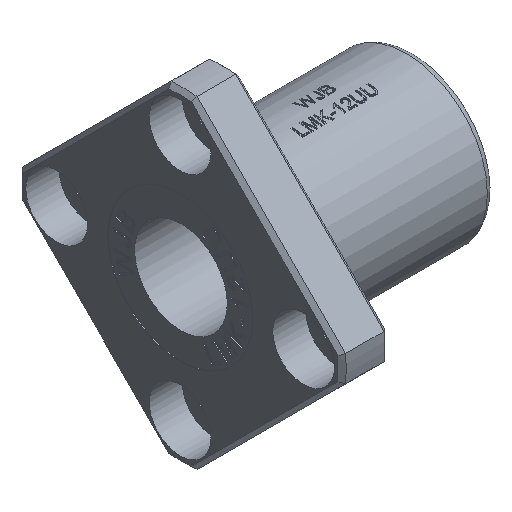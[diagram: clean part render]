
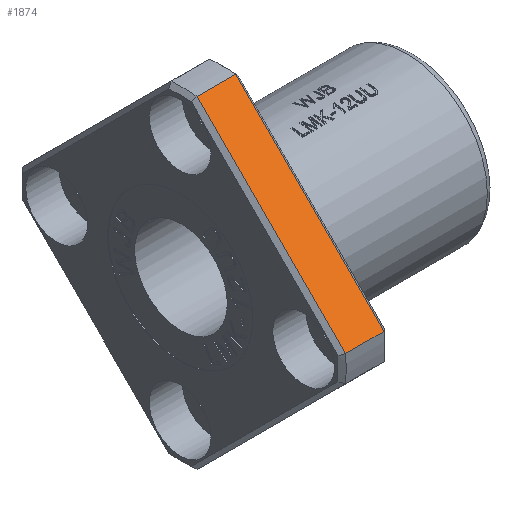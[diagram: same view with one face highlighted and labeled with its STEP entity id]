
A CAD part, isometric view. The second image highlights one B-rep face of the part: STEP entity #1874.
In plain terms, the highlighted planar face has unit normal (0, -0.707, 0.707).
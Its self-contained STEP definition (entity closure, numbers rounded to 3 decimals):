
#430=PLANE('',#6807);
#1874=ADVANCED_FACE('',(#2206),#430,.T.);
#2206=FACE_OUTER_BOUND('',#2626,.T.);
#2626=EDGE_LOOP('',(#4889,#4890,#4891,#4892));
#2638=B_SPLINE_CURVE_WITH_KNOTS('',3,(#8085,#8086,#8087,#8088),.UNSPECIFIED.,
 .F.,.F.,(4,4),(0.,1.),.UNSPECIFIED.);
#2761=B_SPLINE_CURVE_WITH_KNOTS('',3,(#9917,#9918,#9919,#9920),.UNSPECIFIED.,
 .F.,.F.,(4,4),(0.,1.),.UNSPECIFIED.);
#3091=B_SPLINE_CURVE_WITH_KNOTS('',3,(#13602,#13603,#13604,#13605),.UNSPECIFIED.,
 .F.,.F.,(4,4),(0.,1.),.UNSPECIFIED.);
#3092=B_SPLINE_CURVE_WITH_KNOTS('',3,(#13607,#13608,#13609,#13610),.UNSPECIFIED.,
 .F.,.F.,(4,4),(0.,1.),.UNSPECIFIED.);
#4889=ORIENTED_EDGE('',*,*,#6412,.F.);
#4890=ORIENTED_EDGE('',*,*,#5830,.T.);
#4891=ORIENTED_EDGE('',*,*,#6411,.T.);
#4892=ORIENTED_EDGE('',*,*,#5525,.F.);
#4897=VERTEX_POINT('',#8024);
#4910=VERTEX_POINT('',#8083);
#5196=VERTEX_POINT('',#9816);
#5206=VERTEX_POINT('',#9921);
#5525=EDGE_CURVE('',#4910,#4897,#2638,.T.);
#5830=EDGE_CURVE('',#5206,#5196,#2761,.T.);
#6411=EDGE_CURVE('',#5196,#4897,#3091,.T.);
#6412=EDGE_CURVE('',#5206,#4910,#3092,.T.);
#6807=AXIS2_PLACEMENT_3D('',#13611,#8018,#8019);
#8018=DIRECTION('',(0.,-0.707,0.707));
#8019=DIRECTION('',(1.,0.,0.));
#8024=CARTESIAN_POINT('',(0.5,-20.931,1.696));
#8083=CARTESIAN_POINT('',(5.5,-20.931,1.696));
#8085=CARTESIAN_POINT('',(5.5,-20.931,1.696));
#8086=CARTESIAN_POINT('',(3.833,-20.931,1.696));
#8087=CARTESIAN_POINT('',(2.167,-20.931,1.696));
#8088=CARTESIAN_POINT('',(0.5,-20.931,1.696));
#9816=CARTESIAN_POINT('',(0.5,-1.696,20.931));
#9917=CARTESIAN_POINT('',(5.5,-1.696,20.931));
#9918=CARTESIAN_POINT('',(3.833,-1.696,20.931));
#9919=CARTESIAN_POINT('',(2.167,-1.696,20.931));
#9920=CARTESIAN_POINT('',(0.5,-1.696,20.931));
#9921=CARTESIAN_POINT('',(5.5,-1.696,20.931));
#13602=CARTESIAN_POINT('',(0.5,-1.696,20.931));
#13603=CARTESIAN_POINT('',(0.5,-8.108,14.52));
#13604=CARTESIAN_POINT('',(0.5,-14.52,8.108));
#13605=CARTESIAN_POINT('',(0.5,-20.931,1.696));
#13607=CARTESIAN_POINT('',(5.5,-1.696,20.931));
#13608=CARTESIAN_POINT('',(5.5,-8.108,14.52));
#13609=CARTESIAN_POINT('',(5.5,-14.52,8.108));
#13610=CARTESIAN_POINT('',(5.5,-20.931,1.696));
#13611=CARTESIAN_POINT('',(0.5,-20.931,1.696));
